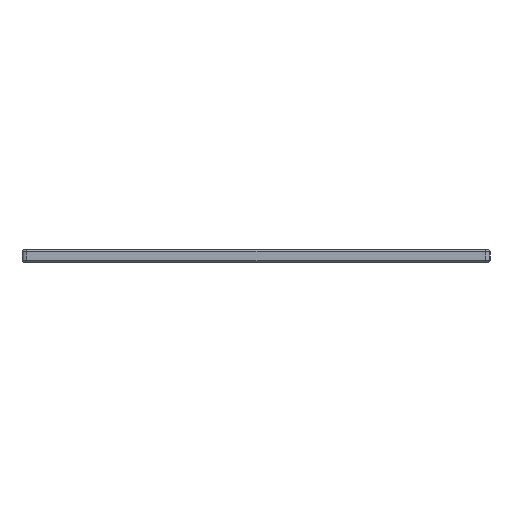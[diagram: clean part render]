
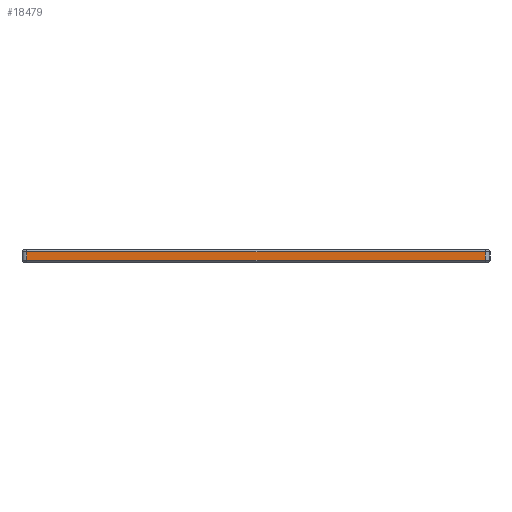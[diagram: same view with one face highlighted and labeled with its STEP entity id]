
A CAD part, left-side view. The second image highlights one B-rep face of the part: STEP entity #18479.
In plain terms, the highlighted planar face has unit normal (-1, 0, 0).
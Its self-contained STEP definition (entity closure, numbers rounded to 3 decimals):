
#532 = VECTOR ( 'NONE', #21618, 1000. ) ;
#1429 = DIRECTION ( 'NONE',  ( -1., 0., 0. ) ) ;
#1485 = EDGE_CURVE ( 'NONE', #19803, #11650, #28107, .T. ) ;
#1511 = CARTESIAN_POINT ( 'NONE',  ( 0., 495., -11. ) ) ;
#6715 = DIRECTION ( 'NONE',  ( 0., 0., 1. ) ) ;
#6760 = AXIS2_PLACEMENT_3D ( 'NONE', #14767, #1429, #6715 ) ;
#8520 = VECTOR ( 'NONE', #15304, 1000. ) ;
#9396 = EDGE_CURVE ( 'NONE', #18905, #13699, #32933, .T. ) ;
#10415 = VECTOR ( 'NONE', #21960, 1000. ) ;
#10644 = ORIENTED_EDGE ( 'NONE', *, *, #9396, .T. ) ;
#11650 = VERTEX_POINT ( 'NONE', #1511 ) ;
#13058 = FACE_OUTER_BOUND ( 'NONE', #22741, .T. ) ;
#13699 = VERTEX_POINT ( 'NONE', #14041 ) ;
#14041 = CARTESIAN_POINT ( 'NONE',  ( 0., 5., -2. ) ) ;
#14767 = CARTESIAN_POINT ( 'NONE',  ( 0., 0., -13. ) ) ;
#15304 = DIRECTION ( 'NONE',  ( 0., 0., -1. ) ) ;
#15474 = EDGE_CURVE ( 'NONE', #11650, #18905, #27234, .T. ) ;
#16557 = LINE ( 'NONE', #16729, #10415 ) ;
#16657 = VECTOR ( 'NONE', #19662, 1000. ) ;
#16729 = CARTESIAN_POINT ( 'NONE',  ( 0., 495., -2. ) ) ;
#18479 = ADVANCED_FACE ( 'NONE', ( #13058 ), #25096, .T. ) ;
#18905 = VERTEX_POINT ( 'NONE', #33527 ) ;
#19570 = ORIENTED_EDGE ( 'NONE', *, *, #15474, .T. ) ;
#19662 = DIRECTION ( 'NONE',  ( 0., -1., 0. ) ) ;
#19803 = VERTEX_POINT ( 'NONE', #33004 ) ;
#19943 = ORIENTED_EDGE ( 'NONE', *, *, #32509, .T. ) ;
#21508 = CARTESIAN_POINT ( 'NONE',  ( 0., 5., -13. ) ) ;
#21618 = DIRECTION ( 'NONE',  ( 0., 0., 1. ) ) ;
#21960 = DIRECTION ( 'NONE',  ( 0., 1., 0. ) ) ;
#22741 = EDGE_LOOP ( 'NONE', ( #25698, #19570, #10644, #19943 ) ) ;
#25096 = PLANE ( 'NONE',  #6760 ) ;
#25634 = CARTESIAN_POINT ( 'NONE',  ( 0., 495., -13. ) ) ;
#25698 = ORIENTED_EDGE ( 'NONE', *, *, #1485, .T. ) ;
#27234 = LINE ( 'NONE', #27536, #16657 ) ;
#27536 = CARTESIAN_POINT ( 'NONE',  ( 0., 0., -11. ) ) ;
#28107 = LINE ( 'NONE', #25634, #8520 ) ;
#32509 = EDGE_CURVE ( 'NONE', #13699, #19803, #16557, .T. ) ;
#32933 = LINE ( 'NONE', #21508, #532 ) ;
#33004 = CARTESIAN_POINT ( 'NONE',  ( 0., 495., -2. ) ) ;
#33527 = CARTESIAN_POINT ( 'NONE',  ( 0., 5., -11. ) ) ;
